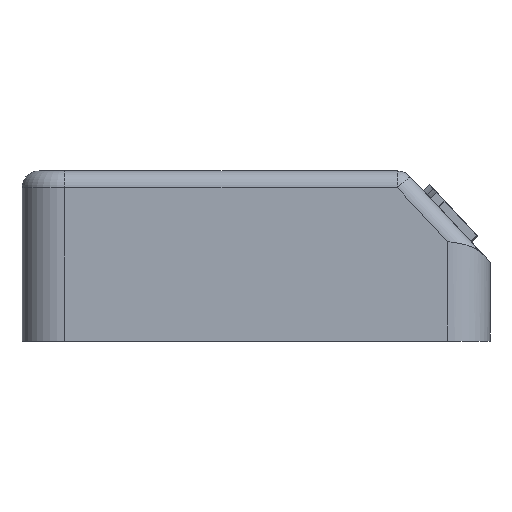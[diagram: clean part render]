
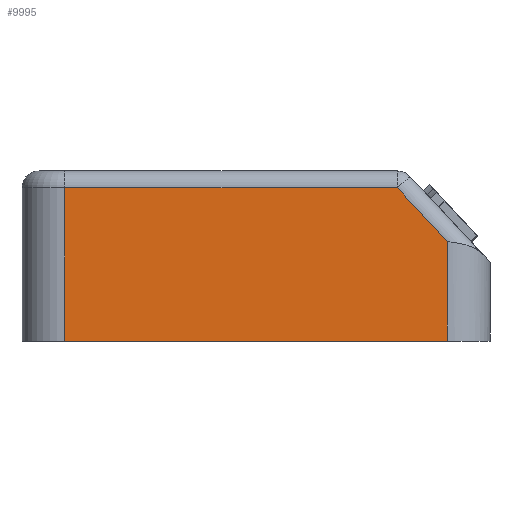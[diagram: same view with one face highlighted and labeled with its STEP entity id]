
A CAD part, front view. The second image highlights one B-rep face of the part: STEP entity #9995.
In plain terms, the highlighted planar face has unit normal (0, -1, 0).
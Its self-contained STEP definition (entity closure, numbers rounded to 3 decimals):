
#1438=FACE_OUTER_BOUND('',#2021,.T.);
#2021=EDGE_LOOP('',(#8641,#8642,#8643,#8644,#8645));
#2758=LINE('',#19060,#3609);
#2760=LINE('',#19087,#3611);
#2763=LINE('',#19097,#3614);
#2764=LINE('',#19099,#3615);
#2775=LINE('',#19149,#3626);
#3609=VECTOR('',#11322,10.);
#3611=VECTOR('',#11340,10.);
#3614=VECTOR('',#11353,10.);
#3615=VECTOR('',#11356,10.);
#3626=VECTOR('',#11403,10.);
#4646=VERTEX_POINT('',#19058);
#4647=VERTEX_POINT('',#19059);
#4651=VERTEX_POINT('',#19078);
#4654=VERTEX_POINT('',#19085);
#4656=VERTEX_POINT('',#19092);
#6004=EDGE_CURVE('',#4646,#4647,#2758,.T.);
#6013=EDGE_CURVE('',#4654,#4651,#2760,.T.);
#6019=EDGE_CURVE('',#4651,#4656,#2763,.T.);
#6020=EDGE_CURVE('',#4656,#4646,#2764,.T.);
#6041=EDGE_CURVE('',#4654,#4647,#2775,.T.);
#8641=ORIENTED_EDGE('',*,*,#6004,.F.);
#8642=ORIENTED_EDGE('',*,*,#6020,.F.);
#8643=ORIENTED_EDGE('',*,*,#6019,.F.);
#8644=ORIENTED_EDGE('',*,*,#6013,.F.);
#8645=ORIENTED_EDGE('',*,*,#6041,.T.);
#9468=PLANE('',#10309);
#9995=ADVANCED_FACE('',(#1438),#9468,.T.);
#10309=AXIS2_PLACEMENT_3D('',#19148,#11401,#11402);
#11322=DIRECTION('',(0.,0.,-1.));
#11340=DIRECTION('',(0.,0.,1.));
#11353=DIRECTION('',(1.,0.,0.));
#11356=DIRECTION('',(0.682,0.,-0.731));
#11401=DIRECTION('center_axis',(0.,-1.,0.));
#11402=DIRECTION('ref_axis',(1.,0.,0.));
#11403=DIRECTION('',(1.,0.,0.));
#19058=CARTESIAN_POINT('',(50.,0.,11.703));
#19059=CARTESIAN_POINT('',(50.,0.,0.));
#19060=CARTESIAN_POINT('',(50.,0.,4.636));
#19078=CARTESIAN_POINT('',(5.,0.,18.));
#19085=CARTESIAN_POINT('',(5.,0.,0.));
#19087=CARTESIAN_POINT('',(5.,0.,0.));
#19092=CARTESIAN_POINT('',(44.13,0.,18.));
#19097=CARTESIAN_POINT('',(11.25,0.,18.));
#19099=CARTESIAN_POINT('',(38.064,0.,24.508));
#19148=CARTESIAN_POINT('Origin',(0.,0.,0.));
#19149=CARTESIAN_POINT('',(0.,0.,0.));
